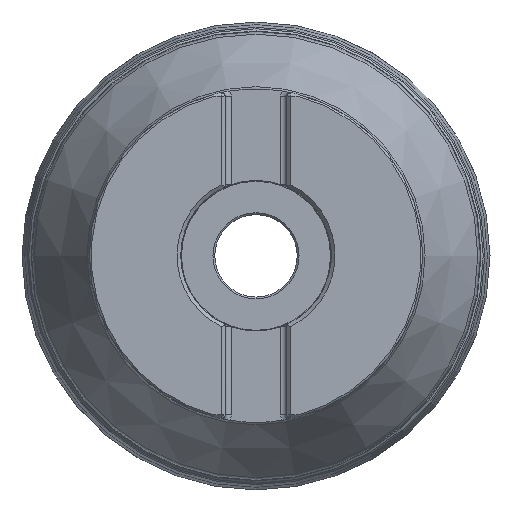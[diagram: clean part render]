
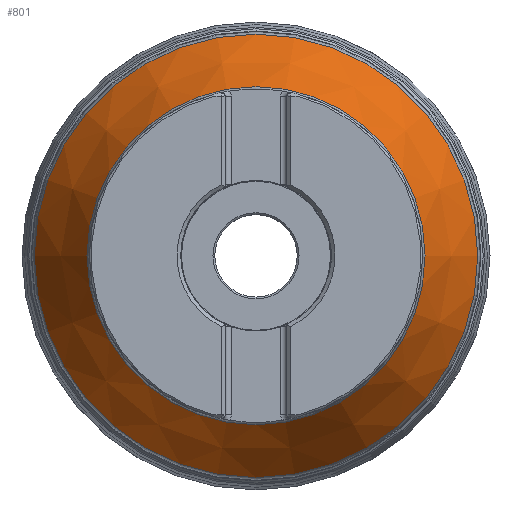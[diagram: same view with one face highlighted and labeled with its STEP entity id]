
A CAD part, top view. The second image highlights one B-rep face of the part: STEP entity #801.
In plain terms, the highlighted conical face has half-angle 28.909 degrees and reference radius 44.5 mm.
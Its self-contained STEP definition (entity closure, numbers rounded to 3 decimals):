
#114=CONICAL_SURFACE('',#2016,44.5,28.909);
#801=ADVANCED_FACE('',(#1034,#1035),#114,.T.);
#1034=FACE_BOUND('',#1146,.T.);
#1035=FACE_BOUND('',#1147,.T.);
#1146=EDGE_LOOP('',(#1331));
#1147=EDGE_LOOP('',(#1332));
#1331=ORIENTED_EDGE('',*,*,#1766,.T.);
#1332=ORIENTED_EDGE('',*,*,#1767,.T.);
#1637=VERTEX_POINT('',#3020);
#1638=VERTEX_POINT('',#3022);
#1766=EDGE_CURVE('',#1637,#1637,#1913,.T.);
#1767=EDGE_CURVE('',#1638,#1638,#1914,.T.);
#1913=CIRCLE('',#2014,45.123);
#1914=CIRCLE('',#2015,59.197);
#2014=AXIS2_PLACEMENT_3D('',#3019,#2277,#2278);
#2015=AXIS2_PLACEMENT_3D('',#3021,#2279,#2280);
#2016=AXIS2_PLACEMENT_3D('',#3023,#2281,#2282);
#2277=DIRECTION('',(0.,0.,-1.));
#2278=DIRECTION('',(-1.,0.,0.));
#2279=DIRECTION('',(0.,0.,1.));
#2280=DIRECTION('',(1.,0.,0.));
#2281=DIRECTION('',(0.,0.,-1.));
#2282=DIRECTION('',(-1.,0.,0.));
#3019=CARTESIAN_POINT('',(0.,0.,-16.128));
#3020=CARTESIAN_POINT('',(-45.123,0.,-16.128));
#3021=CARTESIAN_POINT('',(0.,0.,-41.614));
#3022=CARTESIAN_POINT('',(59.197,0.,-41.614));
#3023=CARTESIAN_POINT('',(0.,0.,-15.));
